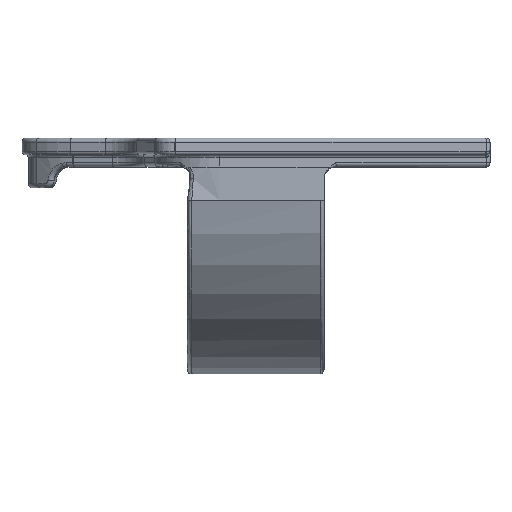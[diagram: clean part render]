
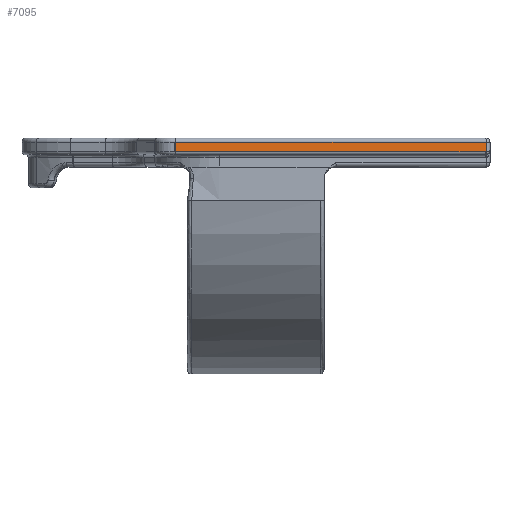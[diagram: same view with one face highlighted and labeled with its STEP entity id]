
A CAD part, left-side view. The second image highlights one B-rep face of the part: STEP entity #7095.
In plain terms, the highlighted planar face has unit normal (-0.999, -0.052, 0).
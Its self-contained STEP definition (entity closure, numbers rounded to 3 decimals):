
#105 = ORIENTED_EDGE ( 'NONE', *, *, #6977, .T. ) ;
#138 = LINE ( 'NONE', #7637, #2635 ) ;
#339 = PLANE ( 'NONE',  #602 ) ;
#561 = EDGE_CURVE ( 'NONE', #7883, #3883, #4709, .T. ) ;
#602 = AXIS2_PLACEMENT_3D ( 'NONE', #7114, #5487, #1507 ) ;
#706 = CARTESIAN_POINT ( 'NONE',  ( -48.339, -47.042, 0.7 ) ) ;
#817 = ORIENTED_EDGE ( 'NONE', *, *, #6363, .T. ) ;
#897 = CARTESIAN_POINT ( 'NONE',  ( -48.339, -47.052, 3. ) ) ;
#1352 = ORIENTED_EDGE ( 'NONE', *, *, #4451, .T. ) ;
#1507 = DIRECTION ( 'NONE',  ( -0.052, 0.999, 0. ) ) ;
#1625 = CARTESIAN_POINT ( 'NONE',  ( -52.26, 27.772, 4. ) ) ;
#1660 = LINE ( 'NONE', #3592, #4932 ) ;
#1857 = ORIENTED_EDGE ( 'NONE', *, *, #4908, .T. ) ;
#1996 = CARTESIAN_POINT ( 'NONE',  ( -52.26, 27.772, 3. ) ) ;
#2635 = VECTOR ( 'NONE', #3669, 1000. ) ;
#3040 = CARTESIAN_POINT ( 'NONE',  ( -48.339, -47.047, 0.7 ) ) ;
#3086 = DIRECTION ( 'NONE',  ( 0., 0., -1. ) ) ;
#3137 =( BOUNDED_CURVE ( )  B_SPLINE_CURVE ( 3, ( #4666, #706, #3040, #8200 ),
 .UNSPECIFIED., .F., .F. ) 
 B_SPLINE_CURVE_WITH_KNOTS ( ( 4, 4 ),
 ( 1.571, 1.623 ),
 .UNSPECIFIED. ) 
 CURVE ( )  GEOMETRIC_REPRESENTATION_ITEM ( )  RATIONAL_B_SPLINE_CURVE ( ( 1., 1., 1., 1. ) ) 
 REPRESENTATION_ITEM ( '' )  );
#3364 = CARTESIAN_POINT ( 'NONE',  ( -48.34, -47.037, 0.7 ) ) ;
#3592 = CARTESIAN_POINT ( 'NONE',  ( -52.492, 32.19, 0.7 ) ) ;
#3669 = DIRECTION ( 'NONE',  ( -0.052, 0.999, 0. ) ) ;
#3715 = FACE_OUTER_BOUND ( 'NONE', #8133, .T. ) ;
#3883 = VERTEX_POINT ( 'NONE', #4410 ) ;
#4199 = VERTEX_POINT ( 'NONE', #7967 ) ;
#4410 = CARTESIAN_POINT ( 'NONE',  ( -52.26, 27.772, 0.7 ) ) ;
#4451 = EDGE_CURVE ( 'NONE', #4199, #9045, #8050, .T. ) ;
#4522 = VERTEX_POINT ( 'NONE', #3364 ) ;
#4666 = CARTESIAN_POINT ( 'NONE',  ( -48.34, -47.037, 0.7 ) ) ;
#4709 = LINE ( 'NONE', #1625, #6318 ) ;
#4908 = EDGE_CURVE ( 'NONE', #4522, #4199, #3137, .T. ) ;
#4932 = VECTOR ( 'NONE', #8432, 1000. ) ;
#5087 = ORIENTED_EDGE ( 'NONE', *, *, #561, .T. ) ;
#5487 = DIRECTION ( 'NONE',  ( 0.999, 0.052, 0. ) ) ;
#6279 = DIRECTION ( 'NONE',  ( 0., 0., 1. ) ) ;
#6318 = VECTOR ( 'NONE', #3086, 1000. ) ;
#6363 = EDGE_CURVE ( 'NONE', #9045, #7883, #138, .T. ) ;
#6977 = EDGE_CURVE ( 'NONE', #3883, #4522, #1660, .T. ) ;
#7095 = ADVANCED_FACE ( 'NONE', ( #3715 ), #339, .F. ) ;
#7114 = CARTESIAN_POINT ( 'NONE',  ( -52.492, 32.19, 4. ) ) ;
#7310 = CARTESIAN_POINT ( 'NONE',  ( -48.339, -47.052, 4. ) ) ;
#7338 = VECTOR ( 'NONE', #6279, 1000. ) ;
#7637 = CARTESIAN_POINT ( 'NONE',  ( -52.26, 27.772, 3. ) ) ;
#7883 = VERTEX_POINT ( 'NONE', #1996 ) ;
#7967 = CARTESIAN_POINT ( 'NONE',  ( -48.339, -47.052, 0.7 ) ) ;
#8050 = LINE ( 'NONE', #7310, #7338 ) ;
#8133 = EDGE_LOOP ( 'NONE', ( #105, #1857, #1352, #817, #5087 ) ) ;
#8200 = CARTESIAN_POINT ( 'NONE',  ( -48.339, -47.052, 0.7 ) ) ;
#8432 = DIRECTION ( 'NONE',  ( 0.052, -0.999, 0. ) ) ;
#9045 = VERTEX_POINT ( 'NONE', #897 ) ;
